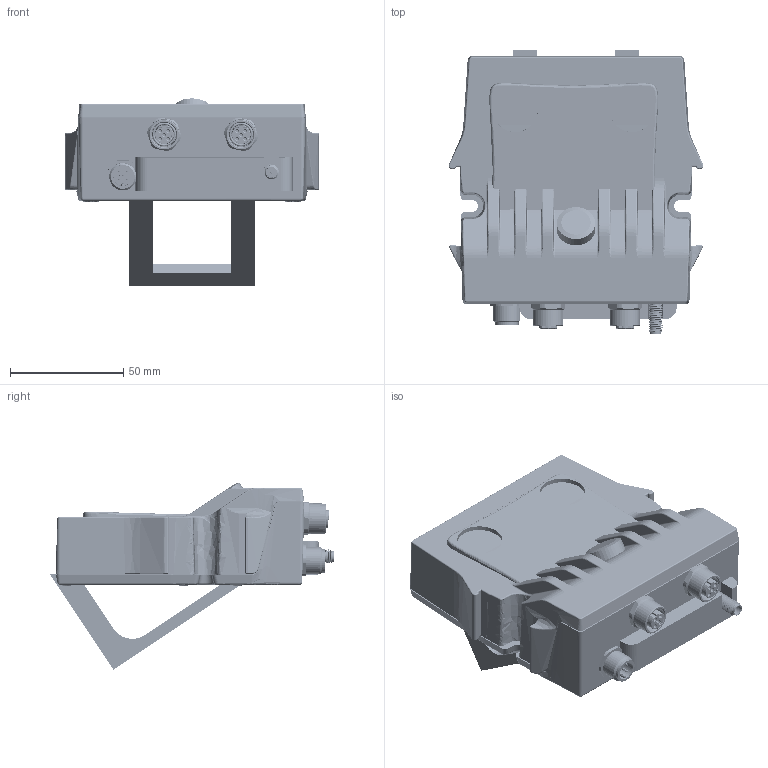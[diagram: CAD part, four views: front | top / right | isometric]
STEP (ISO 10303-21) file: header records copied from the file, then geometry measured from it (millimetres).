
FILE_DESCRIPTION (( 'STEP AP214' ), '1' );
FILE_NAME ('A001_Hydac_Smartbox.STEP', '2021-04-01T12:01:00', ( '' ), ( '' ), 'SwSTEP 2.0', 'SolidWorks 2020', '' );
FILE_SCHEMA (( 'AUTOMOTIVE_DESIGN' ));
Length unit declared in the file: millimetre
Products named in the file (7): P001_SKELETON_METICSBOX_UNI1_REV12; Sticker; Gore M12 x1,5; A001_Hydac_Smartbox; Plastic-screw_WN1452_D030xL060; X2 Real; ServiceBox_PCBA
Assembly tree (13 placements, depth 2):
  A001_Hydac_Smartbox
    P001_SKELETON_METICSBOX_UNI1_REV12
    ServiceBox_PCBA
    Gore M12 x1,5
    Sticker
    X2 Real
    Plastic-screw_WN1452_D030xL060  x8
Bounding box: 112.38 x 125.98 x 82.77 mm (x, y, z)
Volume: 225798.1 mm3; surface area: 161011.4 mm2
Topology: 38 solids, 38 shells, 6041 faces, 15884 edges, 10110 vertices
Faces by surface type: plane 3297, cylinder 1115, bspline 756, cone 500, torus 347, sphere 26
Entity records: 265042 total; most frequent: CARTESIAN_POINT 121069, ORIENTED_EDGE 29148, DIRECTION 25995, EDGE_CURVE 14574, LINE 9921, VECTOR 9921, VERTEX_POINT 9324, AXIS2_PLACEMENT_3D 8037
